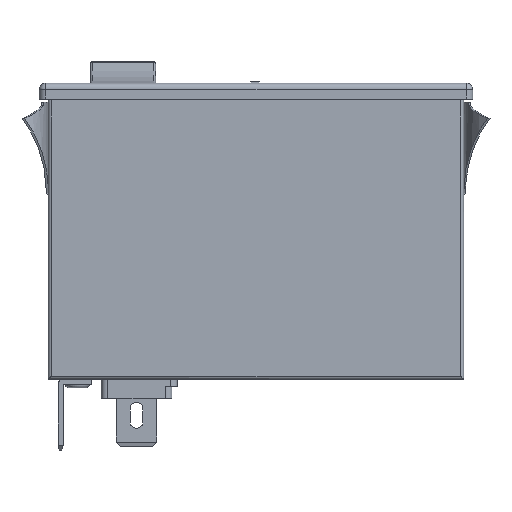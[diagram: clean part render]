
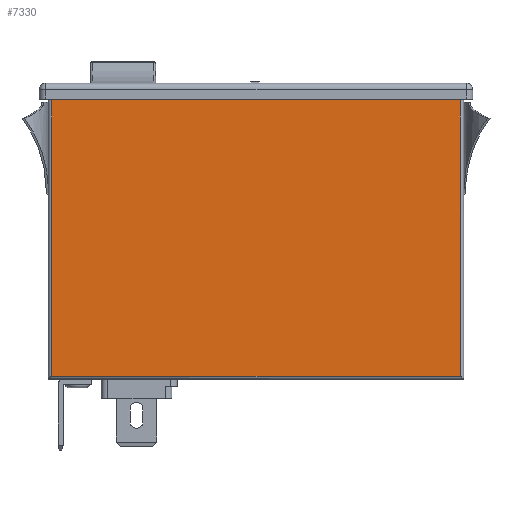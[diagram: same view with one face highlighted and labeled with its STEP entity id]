
A CAD part, front view. The second image highlights one B-rep face of the part: STEP entity #7330.
In plain terms, the highlighted planar face has unit normal (0, -1, 0).
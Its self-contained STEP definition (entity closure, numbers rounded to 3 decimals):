
#4703 = VERTEX_POINT ( 'NONE', #11002 ) ;
#4786 = EDGE_CURVE ( 'NONE', #4703, #4796, #11090, .T. ) ;
#4796 = VERTEX_POINT ( 'NONE', #11071 ) ;
#7330 = ADVANCED_FACE ( 'NONE', ( #17735 ), #17734, .F. ) ;
#7331 = EDGE_LOOP ( 'NONE', ( #7332, #7336, #7386, #7387 ) ) ;
#7332 = ORIENTED_EDGE ( 'NONE', *, *, #7333, .T. ) ;
#7333 = EDGE_CURVE ( 'NONE', #7334, #7335, #17729, .T. ) ;
#7334 = VERTEX_POINT ( 'NONE', #17725 ) ;
#7335 = VERTEX_POINT ( 'NONE', #17724 ) ;
#7336 = ORIENTED_EDGE ( 'NONE', *, *, #7337, .T. ) ;
#7337 = EDGE_CURVE ( 'NONE', #7335, #4703, #17723, .T. ) ;
#7386 = ORIENTED_EDGE ( 'NONE', *, *, #4786, .T. ) ;
#7387 = ORIENTED_EDGE ( 'NONE', *, *, #7388, .T. ) ;
#7388 = EDGE_CURVE ( 'NONE', #4796, #7334, #17843, .T. ) ;
#11002 = CARTESIAN_POINT ( 'NONE',  ( 31.75, -13.25, -2. ) ) ;
#11071 = CARTESIAN_POINT ( 'NONE',  ( -31.75, -13.25, -2. ) ) ;
#11087 = DIRECTION ( 'NONE',  ( -1., 0., 0. ) ) ;
#11088 = VECTOR ( 'NONE', #11087, 1000. ) ;
#11089 = CARTESIAN_POINT ( 'NONE',  ( 32.25, -13.25, -2. ) ) ;
#11090 = LINE ( 'NONE', #11089, #11088 ) ;
#17720 = DIRECTION ( 'NONE',  ( 0., 0., 1. ) ) ;
#17721 = VECTOR ( 'NONE', #17720, 1000. ) ;
#17722 = CARTESIAN_POINT ( 'NONE',  ( 31.75, -13.25, -46. ) ) ;
#17723 = LINE ( 'NONE', #17722, #17721 ) ;
#17724 = CARTESIAN_POINT ( 'NONE',  ( 31.75, -13.25, -45.5 ) ) ;
#17725 = CARTESIAN_POINT ( 'NONE',  ( -31.75, -13.25, -45.5 ) ) ;
#17726 = DIRECTION ( 'NONE',  ( 1., 0., 0. ) ) ;
#17727 = VECTOR ( 'NONE', #17726, 1000. ) ;
#17728 = CARTESIAN_POINT ( 'NONE',  ( 32.25, -13.25, -45.5 ) ) ;
#17729 = LINE ( 'NONE', #17728, #17727 ) ;
#17730 = DIRECTION ( 'NONE',  ( 0., 0., 1. ) ) ;
#17731 = DIRECTION ( 'NONE',  ( 0., 1., 0. ) ) ;
#17732 = CARTESIAN_POINT ( 'NONE',  ( 32.25, -13.25, -46. ) ) ;
#17733 = AXIS2_PLACEMENT_3D ( 'NONE', #17732, #17731, #17730 ) ;
#17734 = PLANE ( 'NONE',  #17733 ) ;
#17735 = FACE_OUTER_BOUND ( 'NONE', #7331, .T. ) ;
#17840 = DIRECTION ( 'NONE',  ( 0., 0., -1. ) ) ;
#17841 = VECTOR ( 'NONE', #17840, 1000. ) ;
#17842 = CARTESIAN_POINT ( 'NONE',  ( -31.75, -13.25, -46. ) ) ;
#17843 = LINE ( 'NONE', #17842, #17841 ) ;
